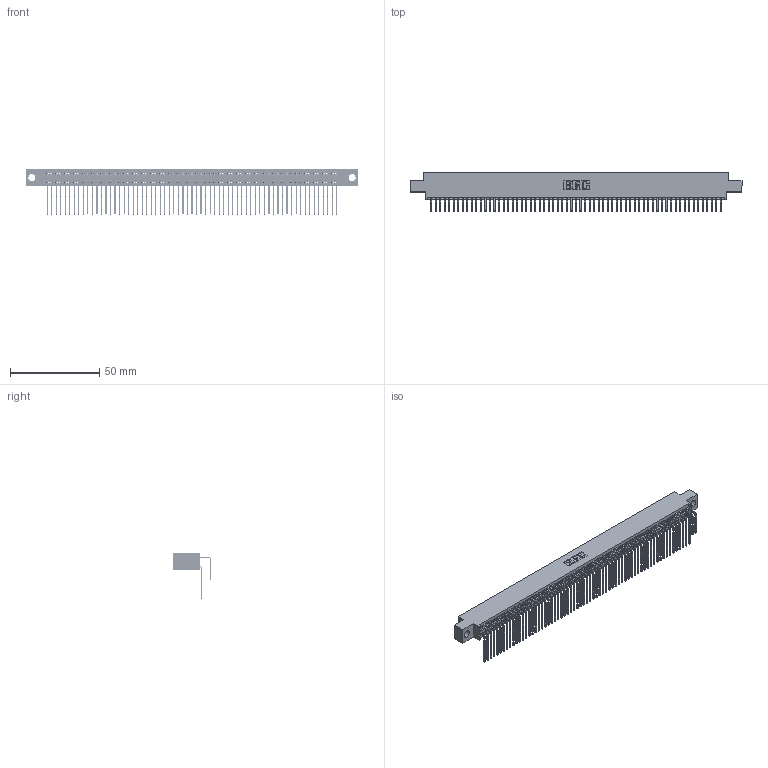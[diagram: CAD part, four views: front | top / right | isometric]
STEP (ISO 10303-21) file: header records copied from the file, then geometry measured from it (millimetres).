
FILE_DESCRIPTION (( 'STEP AP203' ), '1' );
FILE_NAME ('345-130-558-804.STEP', '2018-10-20T02:08:42', ( '' ), ( '' ), 'SwSTEP 2.0', 'SolidWorks 2016', '' );
FILE_SCHEMA (( 'CONFIG_CONTROL_DESIGN' ));
Length unit declared in the file: inch
Products named in the file (4): 345-292-001_558 559 Tail - 1; 345-130-558-804; 345-292-001_558 Tail - 2; 345 Part_0.170 Offset - 0.156 Dia-TH
Assembly tree (131 placements, depth 2):
  345-130-558-804
    345 Part_0.170 Offset - 0.156 Dia-TH
    345-292-001_558 559 Tail - 1  x65
    345-292-001_558 Tail - 2  x65
Bounding box: 186.31 x 21.83 x 25.53 mm (x, y, z)
Volume: 18860.4 mm3; surface area: 31809.4 mm2
Topology: 131 solids, 131 shells, 6890 faces, 20503 edges, 13494 vertices
Faces by surface type: plane 4634, cylinder 2256
Entity records: 49691 total; most frequent: CARTESIAN_POINT 8355, ORIENTED_EDGE 8238, DIRECTION 7311, EDGE_CURVE 4119, VECTOR 3687, LINE 3687, VERTEX_POINT 2742, AXIS2_PLACEMENT_3D 1812
